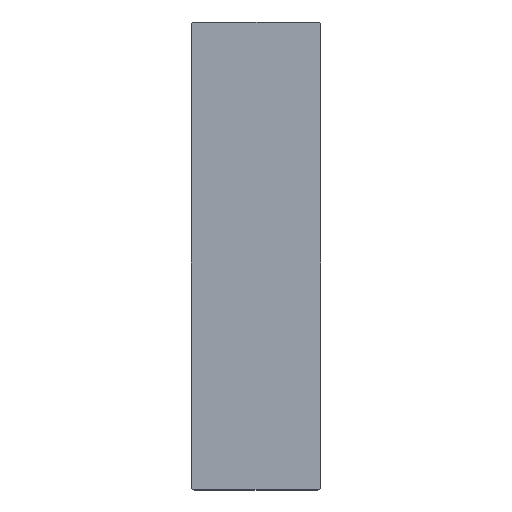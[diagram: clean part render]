
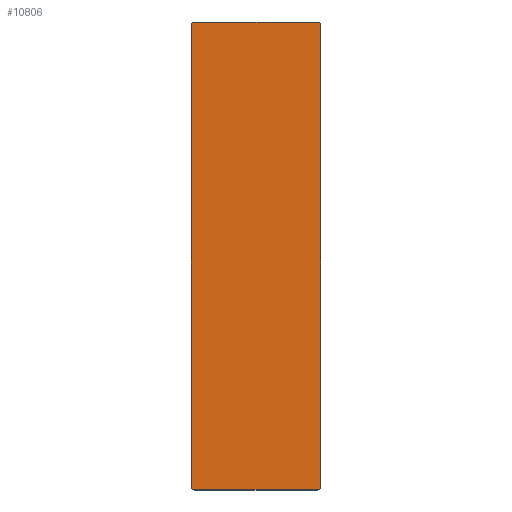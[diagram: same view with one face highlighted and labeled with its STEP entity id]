
A CAD part, top view. The second image highlights one B-rep face of the part: STEP entity #10806.
In plain terms, the highlighted planar face has unit normal (0, 0, 1).
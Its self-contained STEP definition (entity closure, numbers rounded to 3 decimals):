
#112 = DIRECTION ( 'NONE',  ( 0., -1., 0. ) ) ;
#132 = AXIS2_PLACEMENT_3D ( 'NONE', #5878, #7980, #5797 ) ;
#133 = LINE ( 'NONE', #12055, #599 ) ;
#192 = VERTEX_POINT ( 'NONE', #8712 ) ;
#433 = CIRCLE ( 'NONE', #6687, 1.2 ) ;
#599 = VECTOR ( 'NONE', #112, 1000. ) ;
#773 = FACE_OUTER_BOUND ( 'NONE', #12787, .T. ) ;
#805 = CIRCLE ( 'NONE', #132, 1.2 ) ;
#1189 = CARTESIAN_POINT ( 'NONE',  ( 19.05, -71.8, 1.5 ) ) ;
#1764 = DIRECTION ( 'NONE',  ( 1., 0., 0. ) ) ;
#1813 = EDGE_CURVE ( 'NONE', #7969, #11810, #805, .T. ) ;
#1838 = CARTESIAN_POINT ( 'NONE',  ( 19.05, 73., 1.5 ) ) ;
#1892 = PLANE ( 'NONE',  #2392 ) ;
#2167 = ORIENTED_EDGE ( 'NONE', *, *, #5236, .F. ) ;
#2194 = EDGE_CURVE ( 'NONE', #12939, #4444, #10627, .T. ) ;
#2323 = EDGE_CURVE ( 'NONE', #8700, #11810, #9371, .T. ) ;
#2392 = AXIS2_PLACEMENT_3D ( 'NONE', #8890, #2888, #12892 ) ;
#2888 = DIRECTION ( 'NONE',  ( 0., 0., 1. ) ) ;
#3116 = VECTOR ( 'NONE', #9610, 1000. ) ;
#3403 = ORIENTED_EDGE ( 'NONE', *, *, #2194, .T. ) ;
#3464 = CIRCLE ( 'NONE', #9272, 1.2 ) ;
#3578 = DIRECTION ( 'NONE',  ( 0., -1., 0. ) ) ;
#3848 = CARTESIAN_POINT ( 'NONE',  ( -20.25, -71.8, 1.5 ) ) ;
#4021 = DIRECTION ( 'NONE',  ( 0., 0., 1. ) ) ;
#4195 = DIRECTION ( 'NONE',  ( 1., 0., 0. ) ) ;
#4444 = VERTEX_POINT ( 'NONE', #6388 ) ;
#4842 = CARTESIAN_POINT ( 'NONE',  ( -20.25, 71.8, 1.5 ) ) ;
#4973 = EDGE_CURVE ( 'NONE', #12110, #9898, #8409, .T. ) ;
#5236 = EDGE_CURVE ( 'NONE', #7969, #192, #133, .T. ) ;
#5395 = DIRECTION ( 'NONE',  ( 1., 0., 0. ) ) ;
#5549 = CARTESIAN_POINT ( 'NONE',  ( -20.25, -73., 1.5 ) ) ;
#5797 = DIRECTION ( 'NONE',  ( 1., 0., 0. ) ) ;
#5878 = CARTESIAN_POINT ( 'NONE',  ( 19.05, 71.8, 1.5 ) ) ;
#5950 = VECTOR ( 'NONE', #5395, 1000. ) ;
#6038 = ORIENTED_EDGE ( 'NONE', *, *, #7932, .T. ) ;
#6196 = AXIS2_PLACEMENT_3D ( 'NONE', #12204, #10397, #9367 ) ;
#6388 = CARTESIAN_POINT ( 'NONE',  ( 19.05, -73., 1.5 ) ) ;
#6662 = DIRECTION ( 'NONE',  ( 0., 0., 1. ) ) ;
#6687 = AXIS2_PLACEMENT_3D ( 'NONE', #7720, #6662, #1764 ) ;
#6699 = VECTOR ( 'NONE', #3578, 1000. ) ;
#6795 = ORIENTED_EDGE ( 'NONE', *, *, #11709, .T. ) ;
#6846 = ORIENTED_EDGE ( 'NONE', *, *, #1813, .T. ) ;
#7518 = CARTESIAN_POINT ( 'NONE',  ( -20.25, 73., 1.5 ) ) ;
#7720 = CARTESIAN_POINT ( 'NONE',  ( -19.05, 71.8, 1.5 ) ) ;
#7932 = EDGE_CURVE ( 'NONE', #4444, #192, #3464, .T. ) ;
#7969 = VERTEX_POINT ( 'NONE', #11176 ) ;
#7980 = DIRECTION ( 'NONE',  ( 0., 0., 1. ) ) ;
#8409 = LINE ( 'NONE', #11555, #6699 ) ;
#8700 = VERTEX_POINT ( 'NONE', #8725 ) ;
#8712 = CARTESIAN_POINT ( 'NONE',  ( 20.25, -71.8, 1.5 ) ) ;
#8725 = CARTESIAN_POINT ( 'NONE',  ( -19.05, 73., 1.5 ) ) ;
#8890 = CARTESIAN_POINT ( 'NONE',  ( 0., 0., 1.5 ) ) ;
#9272 = AXIS2_PLACEMENT_3D ( 'NONE', #1189, #4021, #4195 ) ;
#9318 = ORIENTED_EDGE ( 'NONE', *, *, #10496, .T. ) ;
#9367 = DIRECTION ( 'NONE',  ( 1., 0., 0. ) ) ;
#9371 = LINE ( 'NONE', #7518, #5950 ) ;
#9595 = ORIENTED_EDGE ( 'NONE', *, *, #4973, .T. ) ;
#9610 = DIRECTION ( 'NONE',  ( 1., 0., 0. ) ) ;
#9898 = VERTEX_POINT ( 'NONE', #3848 ) ;
#9900 = CARTESIAN_POINT ( 'NONE',  ( -19.05, -73., 1.5 ) ) ;
#10397 = DIRECTION ( 'NONE',  ( 0., 0., 1. ) ) ;
#10496 = EDGE_CURVE ( 'NONE', #9898, #12939, #11221, .T. ) ;
#10627 = LINE ( 'NONE', #5549, #3116 ) ;
#10806 = ADVANCED_FACE ( 'NONE', ( #773 ), #1892, .T. ) ;
#11176 = CARTESIAN_POINT ( 'NONE',  ( 20.25, 71.8, 1.5 ) ) ;
#11221 = CIRCLE ( 'NONE', #6196, 1.2 ) ;
#11555 = CARTESIAN_POINT ( 'NONE',  ( -20.25, 73., 1.5 ) ) ;
#11709 = EDGE_CURVE ( 'NONE', #8700, #12110, #433, .T. ) ;
#11810 = VERTEX_POINT ( 'NONE', #1838 ) ;
#11987 = ORIENTED_EDGE ( 'NONE', *, *, #2323, .F. ) ;
#12055 = CARTESIAN_POINT ( 'NONE',  ( 20.25, 73., 1.5 ) ) ;
#12110 = VERTEX_POINT ( 'NONE', #4842 ) ;
#12204 = CARTESIAN_POINT ( 'NONE',  ( -19.05, -71.8, 1.5 ) ) ;
#12787 = EDGE_LOOP ( 'NONE', ( #11987, #6795, #9595, #9318, #3403, #6038, #2167, #6846 ) ) ;
#12892 = DIRECTION ( 'NONE',  ( 1., 0., 0. ) ) ;
#12939 = VERTEX_POINT ( 'NONE', #9900 ) ;
